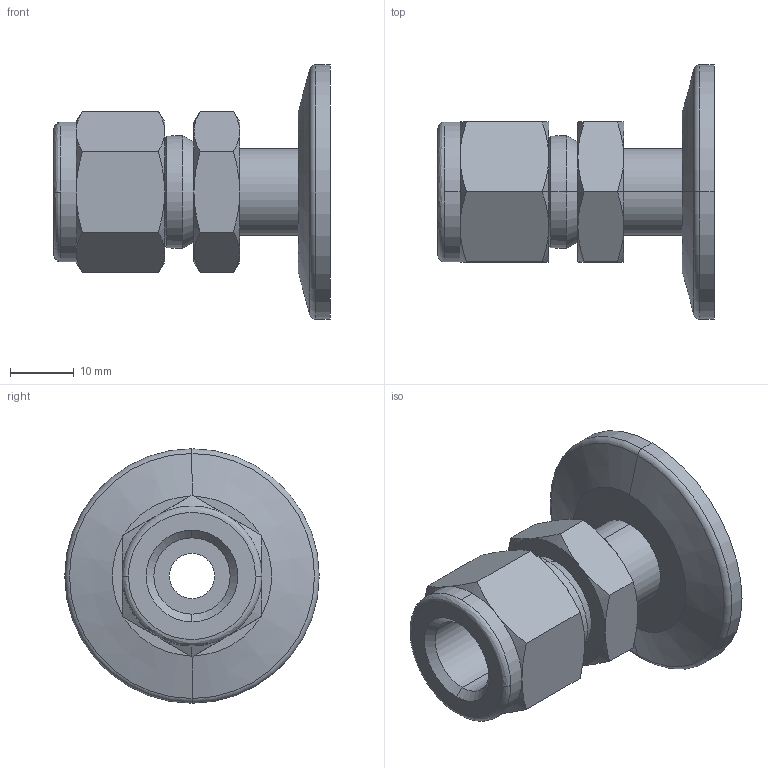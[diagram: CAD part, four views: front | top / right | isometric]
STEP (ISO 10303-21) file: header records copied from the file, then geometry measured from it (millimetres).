
FILE_DESCRIPTION (( 'STEP AP214' ), '1' );
FILE_NAME ('120ASW025-12.stp', '2017-04-11T07:09:08', ( '' ), ( '' ), 'SwSTEP 2.0', 'SolidWorks 2015', '' );
FILE_SCHEMA (( 'AUTOMOTIVE_DESIGN' ));
Length unit declared in the file: millimetre
Products named in the file (1): 120ASW025-12
Bounding box: 43.4 x 40 x 40 mm (x, y, z)
Volume: 13942.4 mm3; surface area: 8245.8 mm2
Topology: 2 solids, 2 shells, 86 faces, 183 edges, 107 vertices
Faces by surface type: cone 40, plane 22, cylinder 16, torus 6, bspline 2
Entity records: 3641 total; most frequent: CARTESIAN_POINT 833, DIRECTION 392, ORIENTED_EDGE 366, EDGE_CURVE 183, AXIS2_PLACEMENT_3D 174, VERTEX_POINT 107, EDGE_LOOP 96, UNCERTAINTY_MEASURE_WITH_UNIT 90
